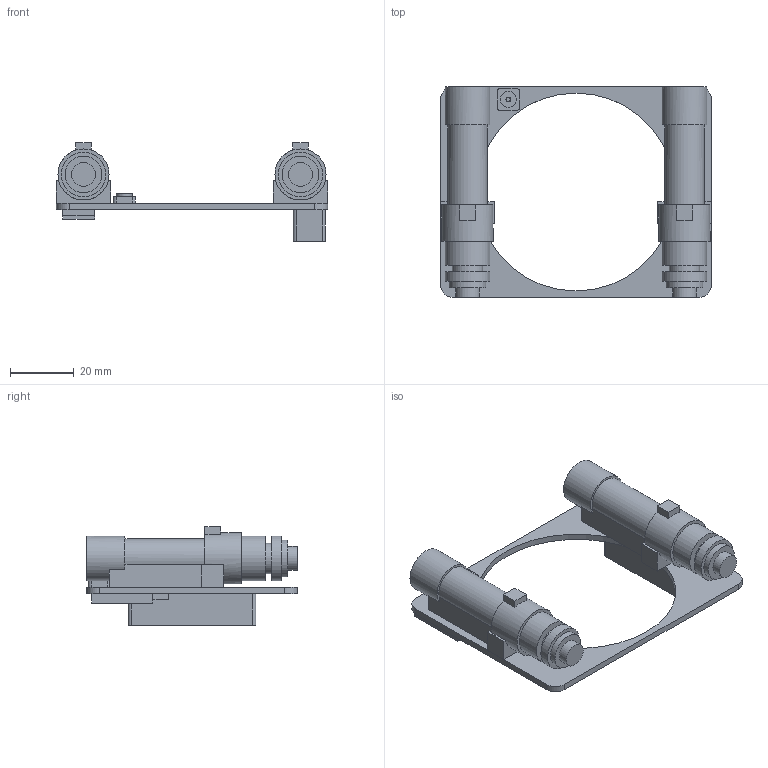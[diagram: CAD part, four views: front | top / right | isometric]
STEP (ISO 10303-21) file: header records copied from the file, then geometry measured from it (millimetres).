
FILE_DESCRIPTION(/* description */ (''),/* implementation_level */ '2;1');
FILE_NAME(/* name */ 'Femto v2.stp',/* time_stamp */ '2025-11-06T16:57:24-03:00',/* author */ ('SPEL'),/* organization */ (''),/* preprocessor_version */ 'ST-DEVELOPER v20.1',/* originating_system */ 'Autodesk Inventor 2026',/* authorisation */ '');
FILE_SCHEMA (('AUTOMOTIVE_DESIGN { 1 0 10303 214 3 1 1 }','MODEL_BASED_INTEGRATED_MANUFACTURING_SCHEMA'));
Products named in the file (3): Femto; PCB; injector carcasa - 3
Assembly tree (3 placements, depth 2):
  Femto
    PCB
    injector carcasa - 3  x2
Bounding box: 85 x 66 x 31 mm (x, y, z)
Volume: 32084.7 mm3; surface area: 15287.3 mm2
Topology: 4 solids, 4 shells, 112 faces, 263 edges, 176 vertices
Faces by surface type: plane 81, cylinder 30, torus 1
Full cylindrical faces by diameter (mm): 5 x1, 7.5 x2, 9.5 x2, 11.5 x2, 14 x6, 16 x2, 62 x1
Entity records: 2532 total; most frequent: DIRECTION 407, CARTESIAN_POINT 391, ORIENTED_EDGE 368, EDGE_CURVE 184, AXIS2_PLACEMENT_3D 139, LINE 129, VECTOR 129, VERTEX_POINT 122
